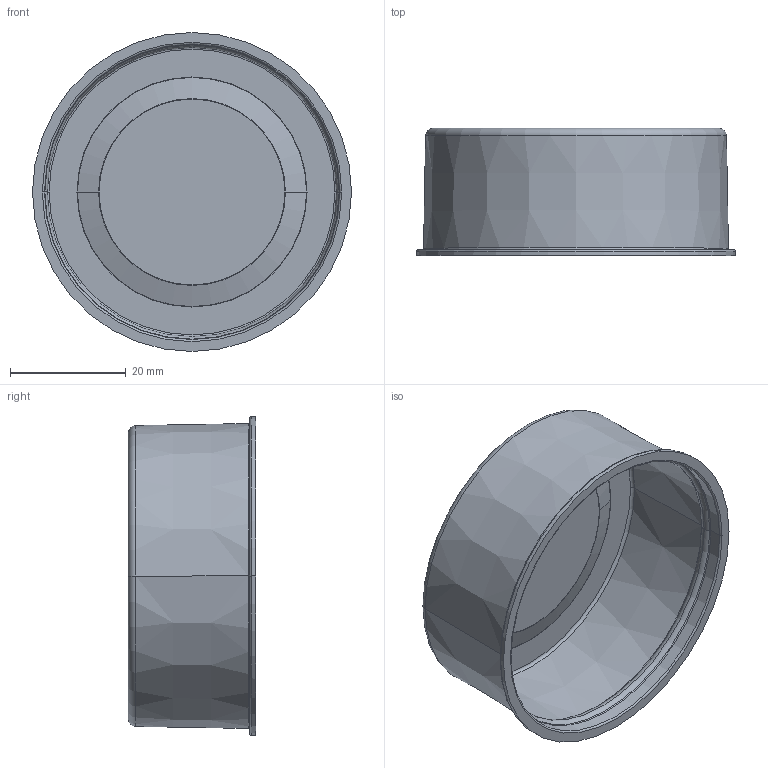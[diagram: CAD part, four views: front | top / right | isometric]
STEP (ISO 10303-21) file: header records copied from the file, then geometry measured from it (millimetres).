
FILE_DESCRIPTION (( 'STEP AP203' ), '1' );
FILE_NAME ('烂扰 060.01.001 青汶篪赅 50.STEP', '2024-09-13T06:30:01', ( '' ), ( '' ), 'SwSTEP 2.0', 'SolidWorks 2022', '' );
FILE_SCHEMA (( 'CONFIG_CONTROL_DESIGN' ));
Length unit declared in the file: millimetre
Products named in the file (1): АГИЕ 060.01.001 Заглушка 50
Bounding box: 55.13 x 22 x 55.13 mm (x, y, z)
Volume: 4731.3 mm3; surface area: 11586.3 mm2
Topology: 1 solids, 1 shells, 172 faces, 428 edges, 276 vertices
Faces by surface type: plane 95, bspline 35, torus 26, cone 12, cylinder 4
Entity records: 6829 total; most frequent: CARTESIAN_POINT 2824, ORIENTED_EDGE 856, DIRECTION 716, EDGE_CURVE 428, LINE 276, VERTEX_POINT 276, VECTOR 276, AXIS2_PLACEMENT_3D 220
